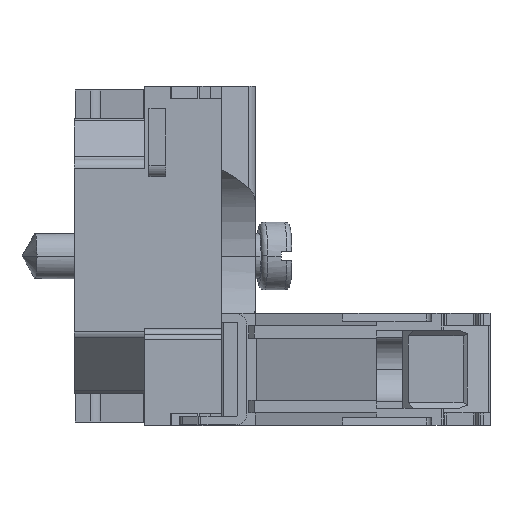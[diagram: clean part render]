
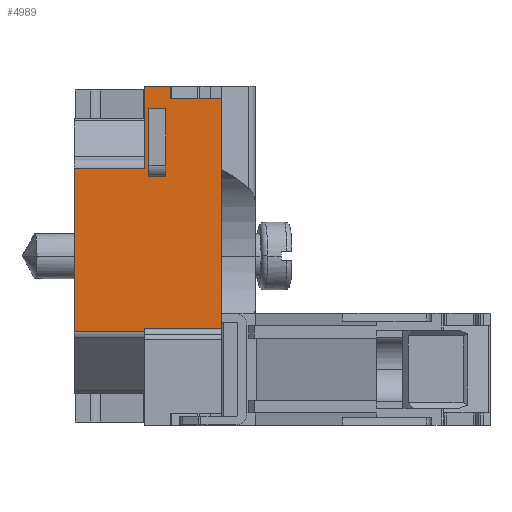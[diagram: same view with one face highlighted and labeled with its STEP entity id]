
A CAD part, left-side view. The second image highlights one B-rep face of the part: STEP entity #4989.
In plain terms, the highlighted planar face has unit normal (-1, 0, 0).
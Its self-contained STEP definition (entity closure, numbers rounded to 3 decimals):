
#278=DIRECTION('',(0.,0.,-1.));
#279=VECTOR('',#278,7.25);
#280=CARTESIAN_POINT('',(-16.5,-6.2,15.));
#281=LINE('',#280,#279);
#349=DIRECTION('',(0.,0.,1.));
#350=VECTOR('',#349,0.272);
#351=CARTESIAN_POINT('',(-16.5,-6.2,
-6.672));
#352=LINE('',#351,#350);
#656=DIRECTION('',(0.,1.,0.));
#657=VECTOR('',#656,2.3);
#658=CARTESIAN_POINT('',(-16.5,-8.5,15.));
#659=LINE('',#658,#657);
#771=DIRECTION('',(0.,1.,0.));
#772=VECTOR('',#771,4.5);
#773=CARTESIAN_POINT('',(-16.5,-13.,13.9));
#774=LINE('',#773,#772);
#775=DIRECTION('',(0.,0.,-1.));
#776=VECTOR('',#775,20.3);
#777=CARTESIAN_POINT('',(-16.5,-13.,13.9));
#778=LINE('',#777,#776);
#779=DIRECTION('',(0.,-1.,0.));
#780=VECTOR('',#779,6.2);
#781=CARTESIAN_POINT('',(-16.5,0.,-6.672));
#782=LINE('',#781,#780);
#783=DIRECTION('',(0.,0.,-1.));
#784=VECTOR('',#783,1.1);
#785=CARTESIAN_POINT('',(-16.5,-8.5,15.));
#786=LINE('',#785,#784);
#787=DIRECTION('',(0.,0.,1.));
#788=VECTOR('',#787,1.827);
#789=CARTESIAN_POINT('',(-16.5,-8.1,7.));
#790=LINE('',#789,#788);
#791=DIRECTION('',(0.,0.,-1.));
#792=VECTOR('',#791,1.827);
#793=CARTESIAN_POINT('',(-16.5,-6.6,8.827));
#794=LINE('',#793,#792);
#795=DIRECTION('',(0.,-1.,0.));
#796=VECTOR('',#795,1.5);
#797=CARTESIAN_POINT('',(-16.5,-6.6,7.));
#798=LINE('',#797,#796);
#799=DIRECTION('',(0.,-1.,0.));
#800=VECTOR('',#799,6.8);
#801=CARTESIAN_POINT('',(-16.5,-6.2,
-6.4));
#802=LINE('',#801,#800);
#1138=DIRECTION('',(0.,0.,-1.));
#1139=VECTOR('',#1138,14.422);
#1140=CARTESIAN_POINT('',(-16.5,0.,7.75));
#1141=LINE('',#1140,#1139);
#1430=DIRECTION('',(0.,-1.,0.));
#1431=VECTOR('',#1430,6.2);
#1432=CARTESIAN_POINT('',(-16.5,0.,7.75));
#1433=LINE('',#1432,#1431);
#3350=DIRECTION('',(0.,-1.,0.));
#3351=VECTOR('',#3350,1.5);
#3352=CARTESIAN_POINT('',(-16.5,-6.6,8.827));
#3353=LINE('',#3352,#3351);
#3446=CARTESIAN_POINT('',(-16.5,0.,-6.672));
#3448=VERTEX_POINT('',#3446);
#3450=CARTESIAN_POINT('',(-16.5,0.,7.75));
#3451=VERTEX_POINT('',#3450);
#3543=CARTESIAN_POINT('',(-16.5,-6.2,
-6.672));
#3545=VERTEX_POINT('',#3543);
#3858=CARTESIAN_POINT('',(-16.5,-6.2,15.));
#3859=CARTESIAN_POINT('',(-16.5,-6.2,
7.75));
#3860=VERTEX_POINT('',#3858);
#3861=VERTEX_POINT('',#3859);
#3862=CARTESIAN_POINT('',(-16.5,-6.2,
-6.4));
#3864=VERTEX_POINT('',#3862);
#3872=CARTESIAN_POINT('',(-16.5,-13.,-6.4));
#3874=VERTEX_POINT('',#3872);
#4188=CARTESIAN_POINT('',(-16.5,-8.5,15.));
#4189=VERTEX_POINT('',#4188);
#4190=CARTESIAN_POINT('',(-16.5,-13.,13.9));
#4191=CARTESIAN_POINT('',(-16.5,-8.5,13.9));
#4192=VERTEX_POINT('',#4190);
#4193=VERTEX_POINT('',#4191);
#4236=CARTESIAN_POINT('',(-16.5,-6.6,7.));
#4237=CARTESIAN_POINT('',(-16.5,-8.1,7.));
#4238=VERTEX_POINT('',#4236);
#4239=VERTEX_POINT('',#4237);
#4240=CARTESIAN_POINT('',(-16.5,-8.1,
8.827));
#4242=VERTEX_POINT('',#4240);
#4248=CARTESIAN_POINT('',(-16.5,-6.6,8.827));
#4250=VERTEX_POINT('',#4248);
#4957=CARTESIAN_POINT('',(-16.5,0.,-6.672));
#4958=DIRECTION('',(-1.,0.,0.));
#4959=DIRECTION('',(0.,0.,1.));
#4960=AXIS2_PLACEMENT_3D('',#4957,#4958,#4959);
#4961=PLANE('',#4960);
#4962=ORIENTED_EDGE('',*,*,#4939,.F.);
#4963=ORIENTED_EDGE('',*,*,#4425,.T.);
#4965=ORIENTED_EDGE('',*,*,#4964,.F.);
#4966=ORIENTED_EDGE('',*,*,#4509,.F.);
#4968=ORIENTED_EDGE('',*,*,#4967,.F.);
#4970=ORIENTED_EDGE('',*,*,#4969,.F.);
#4972=ORIENTED_EDGE('',*,*,#4971,.T.);
#4973=ORIENTED_EDGE('',*,*,#4466,.F.);
#4974=ORIENTED_EDGE('',*,*,#4875,.F.);
#4976=ORIENTED_EDGE('',*,*,#4975,.T.);
#4977=EDGE_LOOP('',(#4962,#4963,#4965,#4966,#4968,#4970,#4972,#4973,#4974,
#4976));
#4978=FACE_OUTER_BOUND('',#4977,.F.);
#4980=ORIENTED_EDGE('',*,*,#4979,.T.);
#4982=ORIENTED_EDGE('',*,*,#4981,.F.);
#4984=ORIENTED_EDGE('',*,*,#4983,.T.);
#4986=ORIENTED_EDGE('',*,*,#4985,.T.);
#4987=EDGE_LOOP('',(#4980,#4982,#4984,#4986));
#4988=FACE_BOUND('',#4987,.F.);
#4425=EDGE_CURVE('',#4192,#3874,#778,.T.);
#4466=EDGE_CURVE('',#3860,#3861,#281,.T.);
#4509=EDGE_CURVE('',#3545,#3864,#352,.T.);
#4875=EDGE_CURVE('',#4189,#3860,#659,.T.);
#4939=EDGE_CURVE('',#4192,#4193,#774,.T.);
#4964=EDGE_CURVE('',#3864,#3874,#802,.T.);
#4967=EDGE_CURVE('',#3448,#3545,#782,.T.);
#4969=EDGE_CURVE('',#3451,#3448,#1141,.T.);
#4971=EDGE_CURVE('',#3451,#3861,#1433,.T.);
#4975=EDGE_CURVE('',#4189,#4193,#786,.T.);
#4979=EDGE_CURVE('',#4239,#4242,#790,.T.);
#4981=EDGE_CURVE('',#4250,#4242,#3353,.T.);
#4983=EDGE_CURVE('',#4250,#4238,#794,.T.);
#4985=EDGE_CURVE('',#4238,#4239,#798,.T.);
#4989=ADVANCED_FACE('',(#4978,#4988),#4961,.T.);
